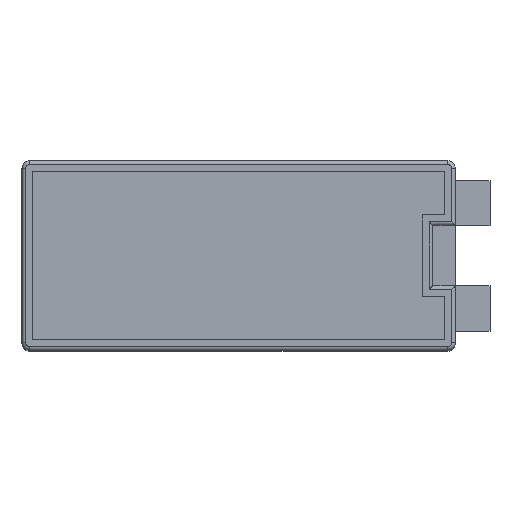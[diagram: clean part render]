
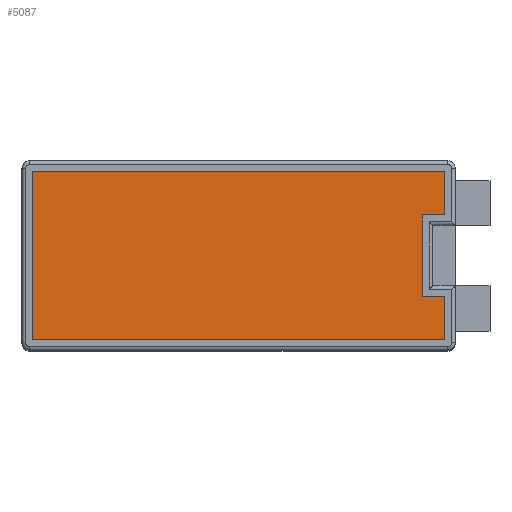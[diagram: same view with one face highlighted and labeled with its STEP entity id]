
A CAD part, top view. The second image highlights one B-rep face of the part: STEP entity #5087.
In plain terms, the highlighted planar face has unit normal (0, 0, 1).
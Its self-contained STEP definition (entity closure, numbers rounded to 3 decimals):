
#231 = ORIENTED_EDGE ( 'NONE', *, *, #4032, .T. ) ;
#1180 = ORIENTED_EDGE ( 'NONE', *, *, #12115, .T. ) ;
#1474 = VECTOR ( 'NONE', #20202, 1000. ) ;
#2375 = CARTESIAN_POINT ( 'NONE',  ( -28.7, -0.7, 64.5 ) ) ;
#2492 = EDGE_CURVE ( 'NONE', #9494, #18760, #4919, .T. ) ;
#2768 = DIRECTION ( 'NONE',  ( 0., 1., 0. ) ) ;
#3227 = EDGE_CURVE ( 'NONE', #9685, #9494, #13637, .T. ) ;
#3267 = CARTESIAN_POINT ( 'NONE',  ( 0., -3.6, 64.5 ) ) ;
#4032 = EDGE_CURVE ( 'NONE', #17920, #14023, #15636, .T. ) ;
#4069 = ORIENTED_EDGE ( 'NONE', *, *, #2492, .T. ) ;
#4118 = CARTESIAN_POINT ( 'NONE',  ( 0., -11.9, 64.5 ) ) ;
#4425 = VECTOR ( 'NONE', #15885, 1000. ) ;
#4540 = EDGE_CURVE ( 'NONE', #12656, #17920, #14136, .T. ) ;
#4643 = CARTESIAN_POINT ( 'NONE',  ( 0., -9., 64.5 ) ) ;
#4919 = LINE ( 'NONE', #16308, #4425 ) ;
#5022 = DIRECTION ( 'NONE',  ( 0., -1., 0. ) ) ;
#5087 = ADVANCED_FACE ( 'NONE', ( #8185 ), #16210, .F. ) ;
#5123 = CARTESIAN_POINT ( 'NONE',  ( -1.3, -3.6, 64.5 ) ) ;
#5155 = VERTEX_POINT ( 'NONE', #15144 ) ;
#6500 = DIRECTION ( 'NONE',  ( 0., 0., -1. ) ) ;
#6591 = CARTESIAN_POINT ( 'NONE',  ( -1.3, -11.9, 64.5 ) ) ;
#6865 = EDGE_CURVE ( 'NONE', #14023, #20844, #8233, .T. ) ;
#7170 = VECTOR ( 'NONE', #2768, 1000. ) ;
#7497 = VECTOR ( 'NONE', #11282, 1000. ) ;
#8127 = CARTESIAN_POINT ( 'NONE',  ( 0., -0.7, 64.5 ) ) ;
#8185 = FACE_OUTER_BOUND ( 'NONE', #8469, .T. ) ;
#8233 = LINE ( 'NONE', #8127, #17951 ) ;
#8469 = EDGE_LOOP ( 'NONE', ( #1180, #17778, #4069, #12280, #19317, #11267, #231, #20214 ) ) ;
#9494 = VERTEX_POINT ( 'NONE', #6591 ) ;
#9668 = EDGE_CURVE ( 'NONE', #18760, #5155, #10974, .T. ) ;
#9685 = VERTEX_POINT ( 'NONE', #20555 ) ;
#10159 = AXIS2_PLACEMENT_3D ( 'NONE', #13368, #6500, #5022 ) ;
#10373 = CARTESIAN_POINT ( 'NONE',  ( -1.3, -9., 64.5 ) ) ;
#10516 = CARTESIAN_POINT ( 'NONE',  ( -2.8, 0., 64.5 ) ) ;
#10557 = DIRECTION ( 'NONE',  ( 1., 0., 0. ) ) ;
#10780 = CARTESIAN_POINT ( 'NONE',  ( -2.8, -3.6, 64.5 ) ) ;
#10974 = LINE ( 'NONE', #4643, #15020 ) ;
#11267 = ORIENTED_EDGE ( 'NONE', *, *, #4540, .T. ) ;
#11282 = DIRECTION ( 'NONE',  ( 1., 0., 0. ) ) ;
#11538 = VECTOR ( 'NONE', #10557, 1000. ) ;
#12115 = EDGE_CURVE ( 'NONE', #20844, #9685, #18413, .T. ) ;
#12280 = ORIENTED_EDGE ( 'NONE', *, *, #9668, .T. ) ;
#12418 = CARTESIAN_POINT ( 'NONE',  ( -1.3, -0.7, 64.5 ) ) ;
#12656 = VERTEX_POINT ( 'NONE', #10780 ) ;
#12683 = DIRECTION ( 'NONE',  ( -1., 0., 0. ) ) ;
#13083 = VECTOR ( 'NONE', #13261, 1000. ) ;
#13261 = DIRECTION ( 'NONE',  ( 0., -1., 0. ) ) ;
#13368 = CARTESIAN_POINT ( 'NONE',  ( 0., 0., 64.5 ) ) ;
#13637 = LINE ( 'NONE', #4118, #11538 ) ;
#14023 = VERTEX_POINT ( 'NONE', #12418 ) ;
#14060 = CARTESIAN_POINT ( 'NONE',  ( -1.3, 0., 64.5 ) ) ;
#14119 = LINE ( 'NONE', #10516, #1474 ) ;
#14136 = LINE ( 'NONE', #3267, #7497 ) ;
#14474 = DIRECTION ( 'NONE',  ( -1., 0., 0. ) ) ;
#15020 = VECTOR ( 'NONE', #12683, 1000. ) ;
#15144 = CARTESIAN_POINT ( 'NONE',  ( -2.8, -9., 64.5 ) ) ;
#15148 = CARTESIAN_POINT ( 'NONE',  ( -28.7, 0., 64.5 ) ) ;
#15636 = LINE ( 'NONE', #14060, #7170 ) ;
#15885 = DIRECTION ( 'NONE',  ( 0., 1., 0. ) ) ;
#16210 = PLANE ( 'NONE',  #10159 ) ;
#16308 = CARTESIAN_POINT ( 'NONE',  ( -1.3, 0., 64.5 ) ) ;
#17688 = EDGE_CURVE ( 'NONE', #5155, #12656, #14119, .T. ) ;
#17778 = ORIENTED_EDGE ( 'NONE', *, *, #3227, .T. ) ;
#17920 = VERTEX_POINT ( 'NONE', #5123 ) ;
#17951 = VECTOR ( 'NONE', #14474, 1000. ) ;
#18413 = LINE ( 'NONE', #15148, #13083 ) ;
#18760 = VERTEX_POINT ( 'NONE', #10373 ) ;
#19317 = ORIENTED_EDGE ( 'NONE', *, *, #17688, .T. ) ;
#20202 = DIRECTION ( 'NONE',  ( 0., 1., 0. ) ) ;
#20214 = ORIENTED_EDGE ( 'NONE', *, *, #6865, .T. ) ;
#20555 = CARTESIAN_POINT ( 'NONE',  ( -28.7, -11.9, 64.5 ) ) ;
#20844 = VERTEX_POINT ( 'NONE', #2375 ) ;
